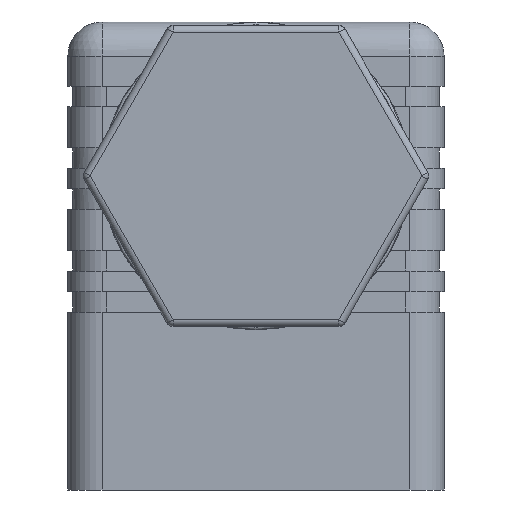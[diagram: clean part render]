
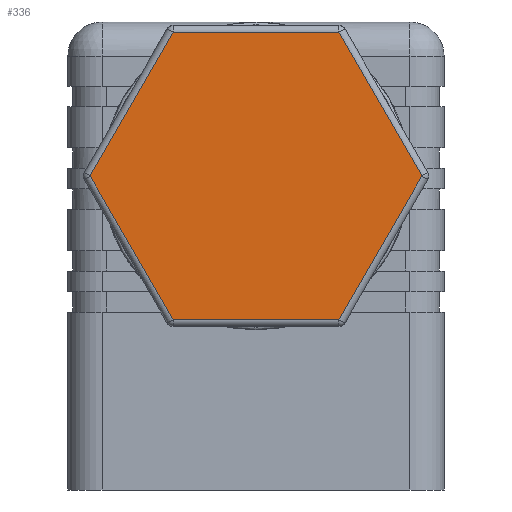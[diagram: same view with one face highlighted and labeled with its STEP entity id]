
A CAD part, left-side view. The second image highlights one B-rep face of the part: STEP entity #336.
In plain terms, the highlighted planar face has unit normal (-1, 0, 0).
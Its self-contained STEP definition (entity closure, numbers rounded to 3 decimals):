
#336=ADVANCED_FACE('',(#585),#507,.T.);
#507=PLANE('',#3046);
#585=FACE_OUTER_BOUND('',#747,.T.);
#747=EDGE_LOOP('',(#952,#953,#954,#955,#956,#957));
#952=ORIENTED_EDGE('',*,*,#2103,.T.);
#953=ORIENTED_EDGE('',*,*,#2104,.T.);
#954=ORIENTED_EDGE('',*,*,#2105,.T.);
#955=ORIENTED_EDGE('',*,*,#2106,.T.);
#956=ORIENTED_EDGE('',*,*,#2107,.T.);
#957=ORIENTED_EDGE('',*,*,#2108,.T.);
#1826=VERTEX_POINT('',#4389);
#1827=VERTEX_POINT('',#4390);
#1828=VERTEX_POINT('',#4392);
#1829=VERTEX_POINT('',#4394);
#1830=VERTEX_POINT('',#4396);
#1831=VERTEX_POINT('',#4398);
#2103=EDGE_CURVE('',#1826,#1827,#2539,.T.);
#2104=EDGE_CURVE('',#1827,#1828,#2540,.T.);
#2105=EDGE_CURVE('',#1828,#1829,#2541,.T.);
#2106=EDGE_CURVE('',#1829,#1830,#2542,.T.);
#2107=EDGE_CURVE('',#1830,#1831,#2543,.T.);
#2108=EDGE_CURVE('',#1831,#1826,#2544,.T.);
#2539=LINE('',#4388,#2803);
#2540=LINE('',#4391,#2804);
#2541=LINE('',#4393,#2805);
#2542=LINE('',#4395,#2806);
#2543=LINE('',#4397,#2807);
#2544=LINE('',#4399,#2808);
#2803=VECTOR('',#3424,1.);
#2804=VECTOR('',#3425,1.);
#2805=VECTOR('',#3426,1.);
#2806=VECTOR('',#3427,1.);
#2807=VECTOR('',#3428,1.);
#2808=VECTOR('',#3429,1.);
#3046=AXIS2_PLACEMENT_3D('',#4400,#3430,#3431);
#3424=DIRECTION('',(0.,-0.5,-0.866));
#3425=DIRECTION('',(0.,-1.,0.));
#3426=DIRECTION('',(0.,-0.5,0.866));
#3427=DIRECTION('',(0.,0.5,0.866));
#3428=DIRECTION('',(0.,1.,0.));
#3429=DIRECTION('',(0.,0.5,-0.866));
#3430=DIRECTION('',(-1.,0.,0.));
#3431=DIRECTION('',(0.,0.,1.));
#4388=CARTESIAN_POINT('',(-39.25,6.062,12.45));
#4389=CARTESIAN_POINT('',(-39.25,12.124,22.95));
#4390=CARTESIAN_POINT('',(-39.25,6.062,12.45));
#4391=CARTESIAN_POINT('',(-39.25,-6.062,12.45));
#4392=CARTESIAN_POINT('',(-39.25,-6.062,12.45));
#4393=CARTESIAN_POINT('',(-39.25,-9.093,17.7));
#4394=CARTESIAN_POINT('',(-39.25,-12.124,22.95));
#4395=CARTESIAN_POINT('',(-39.25,-6.062,33.45));
#4396=CARTESIAN_POINT('',(-39.25,-6.062,33.45));
#4397=CARTESIAN_POINT('',(-39.25,6.062,33.45));
#4398=CARTESIAN_POINT('',(-39.25,6.062,33.45));
#4399=CARTESIAN_POINT('',(-39.25,9.093,28.2));
#4400=CARTESIAN_POINT('',(-39.25,-19.053,11.95));
